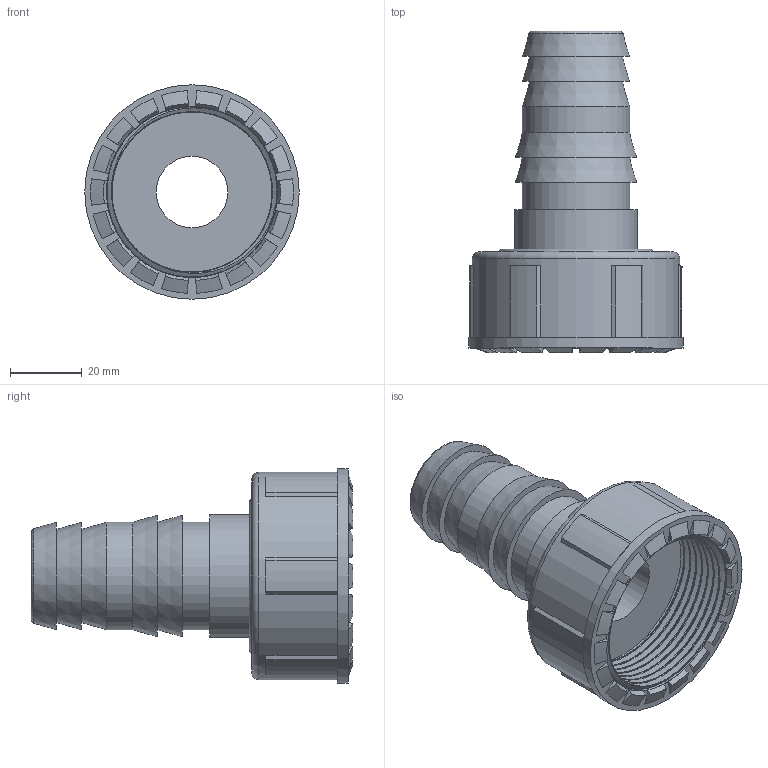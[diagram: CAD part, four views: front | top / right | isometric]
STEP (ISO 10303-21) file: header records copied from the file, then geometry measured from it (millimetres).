
FILE_DESCRIPTION(/* description */ (''),/* implementation_level */ '2;1');
FILE_NAME(/* name */ 'HN620500.stp',/* time_stamp */ '2017-02-10T17:14:40+01:00',/* author */ ('Gabriele'),/* organization */ (''),/* preprocessor_version */ 'ST-DEVELOPER v16.5',/* originating_system */ 'Autodesk Inventor 2017',/* authorisation */ '');
FILE_SCHEMA (('AUTOMOTIVE_DESIGN { 1 0 10303 214 3 1 1 }'));
Length unit declared in the file: millimetre
Products named in the file (3): HN620500; NU800320; HN620500_portagomma
Assembly tree (2 placements, depth 2):
  HN620500
    NU800320
    HN620500_portagomma
Bounding box: 60 x 89.95 x 60 mm (x, y, z)
Volume: 67640.3 mm3; surface area: 35585.3 mm2
Topology: 3 solids, 3 shells, 358 faces, 926 edges, 603 vertices
Faces by surface type: plane 238, bspline 51, cone 42, cylinder 22, torus 5
Full cylindrical faces by diameter (mm): 20 x1, 30 x2, 34.404 x1, 43 x1, 43.5 x1, 45 x1, 47.8 x2, 58 x1, 60 x1
Entity records: 15349 total; most frequent: CARTESIAN_POINT 6860, ORIENTED_EDGE 1808, DIRECTION 1553, EDGE_CURVE 904, LINE 653, VECTOR 653, VERTEX_POINT 601, AXIS2_PLACEMENT_3D 450
